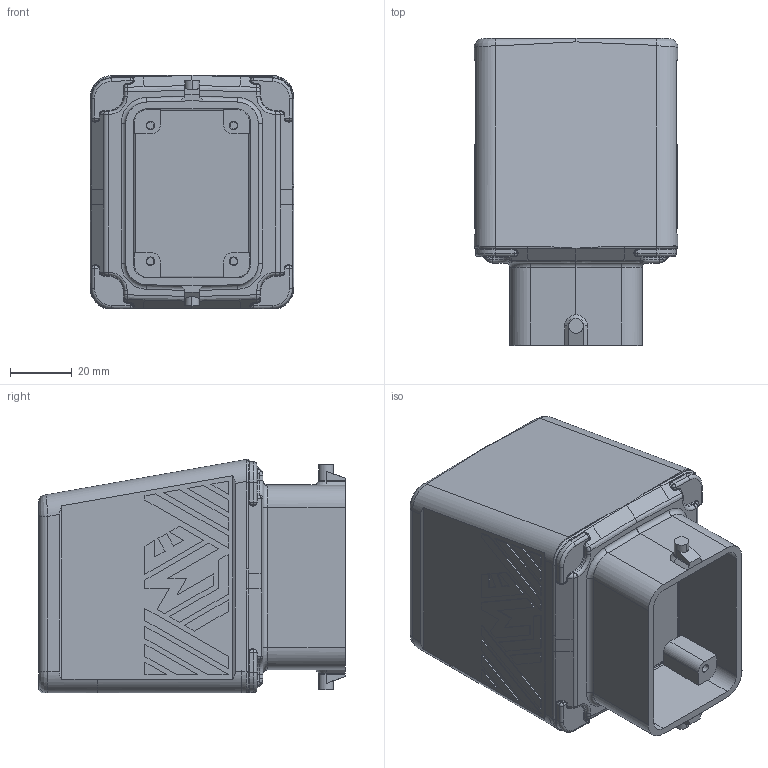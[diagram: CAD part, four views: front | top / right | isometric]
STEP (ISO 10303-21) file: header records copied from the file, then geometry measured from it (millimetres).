
FILE_DESCRIPTION(('CoCreate Modeling STEP Export'),'2;1');
FILE_NAME('MBV 06 L40.stp','2011-05-18T11:51:49',(''),(''),'CoCreate Modeling STEP processor for AP214 (Solid Model)','CoCreate Modeling 16.00A 16-Aug-2008 (C) Parametric Technology GmbH','');
FILE_SCHEMA(('AUTOMOTIVE_DESIGN { 1 0 10303 214 1 1 1 1 }'));
Length unit declared in the file: millimetre
Products named in the file (2): 53848_Body_1_Body_1.1
Assembly tree (1 placements, depth 2):
  53848_Body_1_Body_1.1
    53848_Body_1_Body_1.1
Bounding box: 66.01 x 99.49 x 75.76 mm (x, y, z)
Volume: 322902.5 mm3; surface area: 40853.9 mm2
Topology: 1 solids, 1 shells, 561 faces, 1397 edges, 863 vertices
Faces by surface type: plane 265, cylinder 140, bspline 110, torus 24, sphere 12, cone 10
Entity records: 29447 total; most frequent: CARTESIAN_POINT 16655, ORIENTED_EDGE 2782, DIRECTION 2263, EDGE_CURVE 1391, VERTEX_POINT 863, VECTOR 839, LINE 839, AXIS2_PLACEMENT_3D 712
